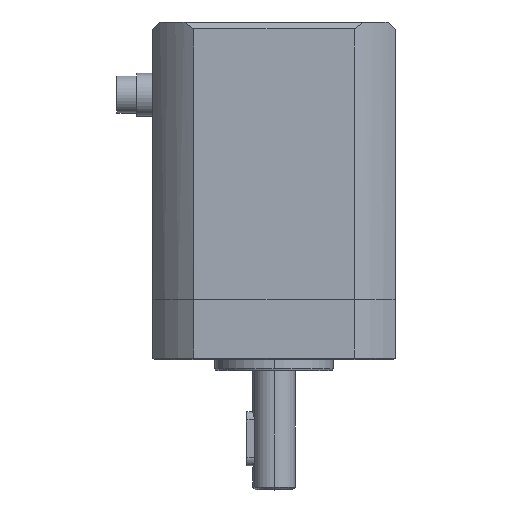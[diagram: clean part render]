
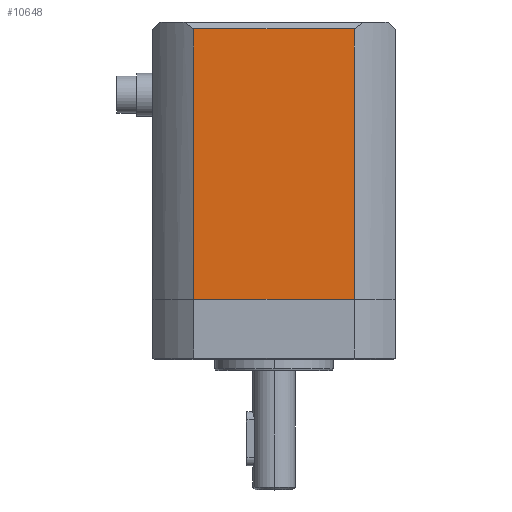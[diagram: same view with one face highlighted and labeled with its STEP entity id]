
A CAD part, top view. The second image highlights one B-rep face of the part: STEP entity #10648.
In plain terms, the highlighted face is planar.
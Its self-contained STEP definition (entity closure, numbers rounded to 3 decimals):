
#712 = VERTEX_POINT ( 'NONE', #2092 ) ;
#1429 = AXIS2_PLACEMENT_3D ( 'NONE', #11985, #4241, #9603 ) ;
#1750 = DIRECTION ( 'NONE',  ( -1., 0., 0. ) ) ;
#2092 = CARTESIAN_POINT ( 'NONE',  ( 14.925, 1.3, -22.5 ) ) ;
#2404 = CARTESIAN_POINT ( 'NONE',  ( 14.925, 51.5, -22.5 ) ) ;
#2720 = CARTESIAN_POINT ( 'NONE',  ( -22.5, 51.5, -22.5 ) ) ;
#3171 = DIRECTION ( 'NONE',  ( 0., -1., 0. ) ) ;
#3870 = VECTOR ( 'NONE', #13063, 1000. ) ;
#4091 = EDGE_LOOP ( 'NONE', ( #15713, #7529, #16582, #16791 ) ) ;
#4241 = DIRECTION ( 'NONE',  ( 0., 0., 1. ) ) ;
#4245 = VECTOR ( 'NONE', #7499, 1000. ) ;
#4581 = CARTESIAN_POINT ( 'NONE',  ( -14.925, 51.5, -22.5 ) ) ;
#5646 = CARTESIAN_POINT ( 'NONE',  ( 14.925, 51.5, -22.5 ) ) ;
#6079 = CARTESIAN_POINT ( 'NONE',  ( -14.925, 51.5, -22.5 ) ) ;
#6119 = LINE ( 'NONE', #10920, #16138 ) ;
#6652 = VERTEX_POINT ( 'NONE', #2404 ) ;
#6942 = EDGE_CURVE ( 'NONE', #6652, #712, #16436, .T. ) ;
#7499 = DIRECTION ( 'NONE',  ( 0., 1., 0. ) ) ;
#7529 = ORIENTED_EDGE ( 'NONE', *, *, #8978, .T. ) ;
#8978 = EDGE_CURVE ( 'NONE', #712, #10393, #6119, .T. ) ;
#9392 = LINE ( 'NONE', #2720, #3870 ) ;
#9603 = DIRECTION ( 'NONE',  ( 1., 0., 0. ) ) ;
#9907 = CARTESIAN_POINT ( 'NONE',  ( -14.925, 1.3, -22.5 ) ) ;
#10390 = EDGE_CURVE ( 'NONE', #10393, #13384, #11993, .T. ) ;
#10393 = VERTEX_POINT ( 'NONE', #9907 ) ;
#10648 = ADVANCED_FACE ( 'NONE', ( #12894 ), #14056, .F. ) ;
#10920 = CARTESIAN_POINT ( 'NONE',  ( -22.5, 1.3, -22.5 ) ) ;
#11985 = CARTESIAN_POINT ( 'NONE',  ( -22.5, 51.5, -22.5 ) ) ;
#11993 = LINE ( 'NONE', #6079, #4245 ) ;
#12894 = FACE_OUTER_BOUND ( 'NONE', #4091, .T. ) ;
#13063 = DIRECTION ( 'NONE',  ( -1., 0., 0. ) ) ;
#13384 = VERTEX_POINT ( 'NONE', #4581 ) ;
#13963 = VECTOR ( 'NONE', #3171, 1000. ) ;
#14056 = PLANE ( 'NONE',  #1429 ) ;
#14800 = EDGE_CURVE ( 'NONE', #6652, #13384, #9392, .T. ) ;
#15713 = ORIENTED_EDGE ( 'NONE', *, *, #6942, .T. ) ;
#16138 = VECTOR ( 'NONE', #1750, 1000. ) ;
#16436 = LINE ( 'NONE', #5646, #13963 ) ;
#16582 = ORIENTED_EDGE ( 'NONE', *, *, #10390, .T. ) ;
#16791 = ORIENTED_EDGE ( 'NONE', *, *, #14800, .F. ) ;
